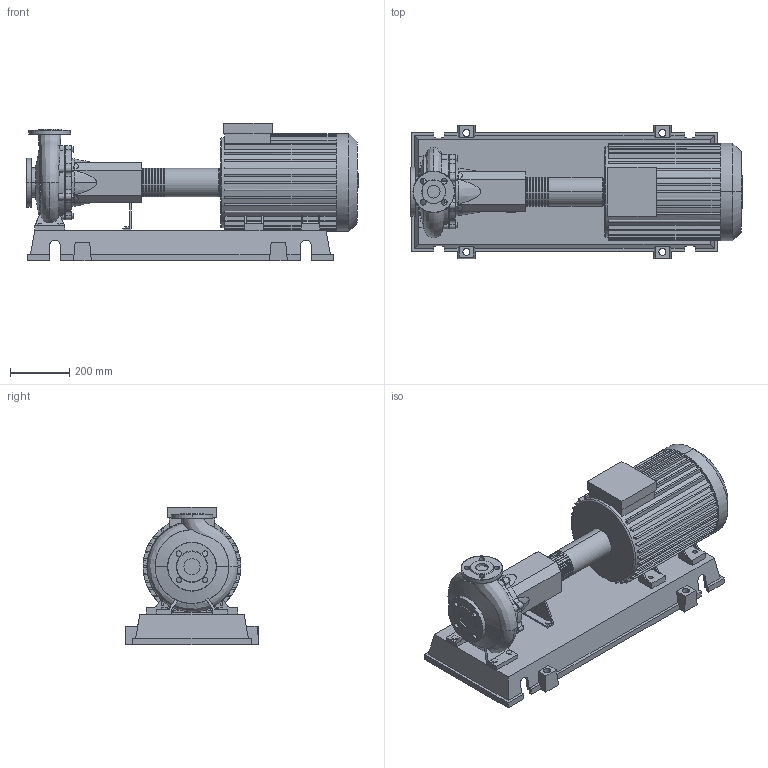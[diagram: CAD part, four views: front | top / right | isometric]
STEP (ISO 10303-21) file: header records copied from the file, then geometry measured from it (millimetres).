
FILE_DESCRIPTION((''),'2;1');
FILE_NAME('3d_NL32_200B-11-2-12-4110582.stp','2015-03-02T14:57:57',(''),(''),'Mechanical Desktop 2009','Mechanical Desktop 2009',', , ');
FILE_SCHEMA(('CONFIG_CONTROL_DESIGN'));
Length unit declared in the file: millimetre
Products named in the file (1): Product
Bounding box: 1118 x 450 x 463 mm (x, y, z)
Volume: 57063076.6 mm3; surface area: 3052162.2 mm2
Topology: 11 solids, 11 shells, 836 faces, 2217 edges, 1463 vertices
Faces by surface type: plane 432, cylinder 208, bspline 176, cone 10, torus 10
Entity records: 30012 total; most frequent: CARTESIAN_POINT 9218, ORIENTED_EDGE 4436, DIRECTION 4115, EDGE_CURVE 2218, VERTEX_POINT 1460, VECTOR 1383, LINE 1383, AXIS2_PLACEMENT_3D 1366
